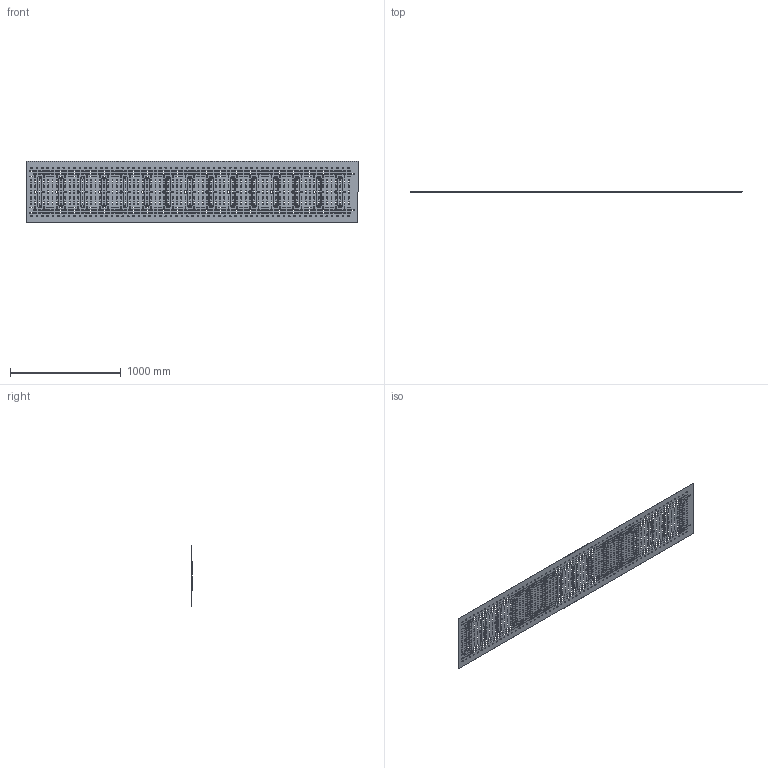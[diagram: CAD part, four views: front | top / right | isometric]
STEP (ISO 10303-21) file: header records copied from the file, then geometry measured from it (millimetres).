
FILE_DESCRIPTION (( 'STEP AP203' ), '1' );
FILE_NAME ('UDM306.STEP', '2015-03-30T13:11:47', ( '' ), ( '' ), 'SwSTEP 2.0', 'SolidWorks 2014', '' );
FILE_SCHEMA (( 'CONFIG_CONTROL_DESIGN' ));
Products named in the file (1): UDM306
Bounding box: 3000 x 2 x 555 mm (x, y, z)
Volume: 1505648.8 mm3; surface area: 3074040.1 mm2
Topology: 1 solids, 1 shells, 4641 faces, 13587 edges, 8978 vertices
Faces by surface type: cylinder 2535, plane 1866, torus 240
Entity records: 159548 total; most frequent: DIRECTION 28301, CARTESIAN_POINT 27207, ORIENTED_EDGE 27174, EDGE_CURVE 13587, AXIS2_PLACEMENT_3D 10072, VERTEX_POINT 8978, LINE 8157, VECTOR 8157
